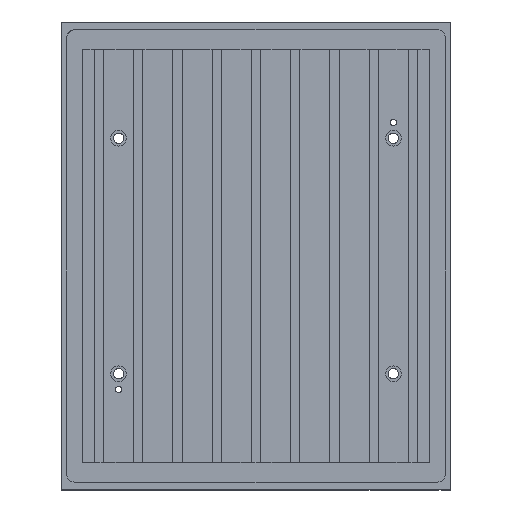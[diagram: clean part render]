
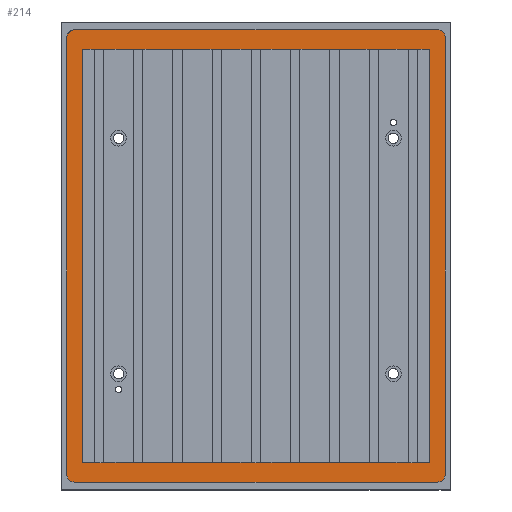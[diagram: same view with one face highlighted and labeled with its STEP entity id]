
A CAD part, top view. The second image highlights one B-rep face of the part: STEP entity #214.
In plain terms, the highlighted planar face has unit normal (0, 0, 1).
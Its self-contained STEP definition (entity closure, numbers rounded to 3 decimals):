
#214=ADVANCED_FACE('',(#1078,#1079),#343,.F.);
#343=PLANE('',#2670);
#456=LINE('',#3551,#773);
#483=LINE('',#3683,#800);
#599=LINE('',#3914,#916);
#636=LINE('',#3985,#953);
#642=LINE('',#3999,#959);
#644=LINE('',#4002,#961);
#646=LINE('',#4006,#963);
#647=LINE('',#4008,#964);
#648=LINE('',#4010,#965);
#651=LINE('',#4016,#968);
#773=VECTOR('',#2858,1.);
#800=VECTOR('',#2911,1.);
#916=VECTOR('',#3029,1.);
#953=VECTOR('',#3094,1.);
#959=VECTOR('',#3104,1.);
#961=VECTOR('',#3108,1.);
#963=VECTOR('',#3112,1.);
#964=VECTOR('',#3115,1.);
#965=VECTOR('',#3118,1.);
#968=VECTOR('',#3123,1.);
#1078=FACE_BOUND('',#1129,.T.);
#1079=FACE_BOUND('',#1130,.T.);
#1129=EDGE_LOOP('',(#1543,#1544,#1545,#1546,#1547,#1548,#1549,#1550,#1551));
#1130=EDGE_LOOP('',(#1552,#1553,#1554,#1555));
#1543=ORIENTED_EDGE('',*,*,#2462,.F.);
#1544=ORIENTED_EDGE('',*,*,#2453,.F.);
#1545=ORIENTED_EDGE('',*,*,#2463,.T.);
#1546=ORIENTED_EDGE('',*,*,#2446,.F.);
#1547=ORIENTED_EDGE('',*,*,#2464,.T.);
#1548=ORIENTED_EDGE('',*,*,#2459,.F.);
#1549=ORIENTED_EDGE('',*,*,#2465,.T.);
#1550=ORIENTED_EDGE('',*,*,#2455,.F.);
#1551=ORIENTED_EDGE('',*,*,#2253,.F.);
#1552=ORIENTED_EDGE('',*,*,#2290,.T.);
#1553=ORIENTED_EDGE('',*,*,#2458,.T.);
#1554=ORIENTED_EDGE('',*,*,#2406,.T.);
#1555=ORIENTED_EDGE('',*,*,#2457,.T.);
#2001=VERTEX_POINT('',#3542);
#2005=VERTEX_POINT('',#3550);
#2041=VERTEX_POINT('',#3682);
#2042=VERTEX_POINT('',#3684);
#2155=VERTEX_POINT('',#3913);
#2156=VERTEX_POINT('',#3915);
#2176=VERTEX_POINT('',#3986);
#2177=VERTEX_POINT('',#3987);
#2179=VERTEX_POINT('',#3993);
#2181=VERTEX_POINT('',#3998);
#2182=VERTEX_POINT('',#4003);
#2183=VERTEX_POINT('',#4011);
#2184=VERTEX_POINT('',#4012);
#2253=EDGE_CURVE('',#2005,#2001,#456,.T.);
#2290=EDGE_CURVE('',#2042,#2041,#483,.T.);
#2406=EDGE_CURVE('',#2156,#2155,#599,.T.);
#2446=EDGE_CURVE('',#2176,#2177,#636,.T.);
#2453=EDGE_CURVE('',#2181,#2179,#642,.T.);
#2455=EDGE_CURVE('',#2001,#2182,#644,.T.);
#2457=EDGE_CURVE('',#2155,#2042,#646,.T.);
#2458=EDGE_CURVE('',#2041,#2156,#647,.T.);
#2459=EDGE_CURVE('',#2183,#2184,#648,.T.);
#2462=EDGE_CURVE('',#2179,#2005,#651,.T.);
#2463=EDGE_CURVE('',#2181,#2177,#2596,.T.);
#2464=EDGE_CURVE('',#2176,#2184,#2597,.T.);
#2465=EDGE_CURVE('',#2183,#2182,#2598,.T.);
#2596=CIRCLE('',#2667,10.);
#2597=CIRCLE('',#2668,10.);
#2598=CIRCLE('',#2669,10.);
#2667=AXIS2_PLACEMENT_3D('',#4017,#3124,#3125);
#2668=AXIS2_PLACEMENT_3D('',#4018,#3126,#3127);
#2669=AXIS2_PLACEMENT_3D('',#4019,#3128,#3129);
#2670=AXIS2_PLACEMENT_3D('',#4020,#3130,#3131);
#2858=DIRECTION('',(0.,1.,0.));
#2911=DIRECTION('',(-1.,0.,0.));
#3029=DIRECTION('',(1.,0.,0.));
#3094=DIRECTION('',(-1.,0.,0.));
#3104=DIRECTION('',(0.,1.,0.));
#3108=DIRECTION('',(1.,0.,0.));
#3112=DIRECTION('',(0.,-1.,0.));
#3115=DIRECTION('',(0.,1.,0.));
#3118=DIRECTION('',(0.,-1.,0.));
#3123=DIRECTION('',(-1.,0.,0.));
#3124=DIRECTION('',(0.,0.,1.));
#3125=DIRECTION('',(1.,0.,0.));
#3126=DIRECTION('',(0.,0.,1.));
#3127=DIRECTION('',(-1.,0.,0.));
#3128=DIRECTION('',(0.,0.,1.));
#3129=DIRECTION('',(-1.,0.,0.));
#3130=DIRECTION('',(0.,0.,-1.));
#3131=DIRECTION('',(0.,1.,0.));
#3542=CARTESIAN_POINT('',(-248.,288.,-17.));
#3550=CARTESIAN_POINT('',(-248.,263.,-17.));
#3551=CARTESIAN_POINT('',(-248.,263.,-17.));
#3682=CARTESIAN_POINT('',(-221.,-263.,-17.));
#3683=CARTESIAN_POINT('',(221.,-263.,-17.));
#3684=CARTESIAN_POINT('',(221.,-263.,-17.));
#3913=CARTESIAN_POINT('',(221.,263.,-17.));
#3914=CARTESIAN_POINT('',(-221.,263.,-17.));
#3915=CARTESIAN_POINT('',(-221.,263.,-17.));
#3985=CARTESIAN_POINT('',(241.,-288.,-17.));
#3986=CARTESIAN_POINT('',(231.,-288.,-17.));
#3987=CARTESIAN_POINT('',(-231.,-288.,-17.));
#3993=CARTESIAN_POINT('',(-241.,263.,-17.));
#3998=CARTESIAN_POINT('',(-241.,-278.,-17.));
#3999=CARTESIAN_POINT('',(-241.,-288.,-17.));
#4002=CARTESIAN_POINT('',(-241.,288.,-17.));
#4003=CARTESIAN_POINT('',(231.,288.,-17.));
#4006=CARTESIAN_POINT('',(221.,263.,-17.));
#4008=CARTESIAN_POINT('',(-221.,-263.,-17.));
#4010=CARTESIAN_POINT('',(241.,288.,-17.));
#4011=CARTESIAN_POINT('',(241.,278.,-17.));
#4012=CARTESIAN_POINT('',(241.,-278.,-17.));
#4016=CARTESIAN_POINT('',(-231.,263.,-17.));
#4017=CARTESIAN_POINT('',(-231.,-278.,-17.));
#4018=CARTESIAN_POINT('',(231.,-278.,-17.));
#4019=CARTESIAN_POINT('',(231.,278.,-17.));
#4020=CARTESIAN_POINT('',(0.,0.,-17.));
